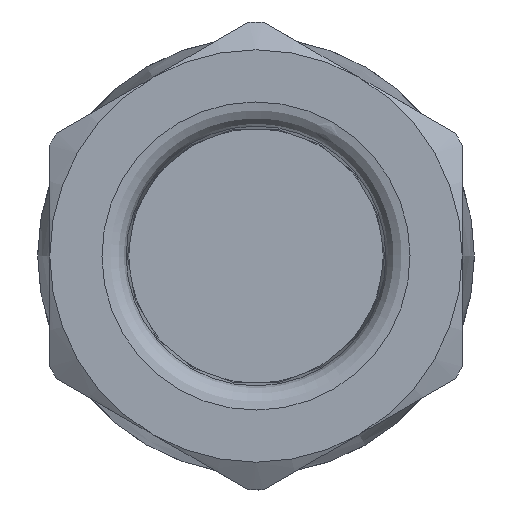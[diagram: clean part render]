
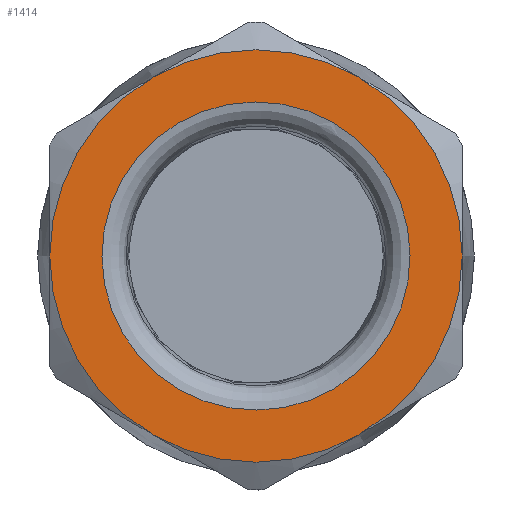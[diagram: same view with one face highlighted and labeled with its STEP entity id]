
A CAD part, left-side view. The second image highlights one B-rep face of the part: STEP entity #1414.
In plain terms, the highlighted planar face has unit normal (-1, 0, 0).
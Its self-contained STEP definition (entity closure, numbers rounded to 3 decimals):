
#1002=B_SPLINE_CURVE_WITH_KNOTS('',3,(#5255,#5256,#5257,#5258),
 .UNSPECIFIED.,.F.,.F.,(4,4),(0.,1.),.UNSPECIFIED.);
#1007=B_SPLINE_CURVE_WITH_KNOTS('',3,(#5320,#5321,#5322,#5323),
 .UNSPECIFIED.,.F.,.F.,(4,4),(0.,1.),.UNSPECIFIED.);
#1012=B_SPLINE_CURVE_WITH_KNOTS('',3,(#5361,#5362,#5363,#5364),
 .UNSPECIFIED.,.F.,.F.,(4,4),(0.,1.),.UNSPECIFIED.);
#1018=B_SPLINE_CURVE_WITH_KNOTS('',3,(#5431,#5432,#5433,#5434),
 .UNSPECIFIED.,.F.,.F.,(4,4),(0.,1.),.UNSPECIFIED.);
#1020=B_SPLINE_CURVE_WITH_KNOTS('',3,(#5462,#5463,#5464,#5465),
 .UNSPECIFIED.,.F.,.F.,(4,4),(0.,1.),.UNSPECIFIED.);
#1022=B_SPLINE_CURVE_WITH_KNOTS('',3,(#5491,#5492,#5493,#5494),
 .UNSPECIFIED.,.F.,.F.,(4,4),(0.,1.),.UNSPECIFIED.);
#1414=ADVANCED_FACE('',(#1624,#1625),#1511,.T.);
#1511=PLANE('',#3247);
#1624=FACE_BOUND('',#1730,.T.);
#1625=FACE_BOUND('',#1731,.T.);
#1730=EDGE_LOOP('',(#2069));
#1731=EDGE_LOOP('',(#2070,#2071,#2072,#2073,#2074,#2075,#2076,#2077,#2078,
#2079,#2080,#2081));
#2069=ORIENTED_EDGE('',*,*,#2797,.T.);
#2070=ORIENTED_EDGE('',*,*,#2848,.T.);
#2071=ORIENTED_EDGE('',*,*,#2846,.F.);
#2072=ORIENTED_EDGE('',*,*,#2800,.T.);
#2073=ORIENTED_EDGE('',*,*,#2814,.F.);
#2074=ORIENTED_EDGE('',*,*,#2815,.T.);
#2075=ORIENTED_EDGE('',*,*,#2824,.F.);
#2076=ORIENTED_EDGE('',*,*,#2849,.T.);
#2077=ORIENTED_EDGE('',*,*,#2850,.F.);
#2078=ORIENTED_EDGE('',*,*,#2851,.T.);
#2079=ORIENTED_EDGE('',*,*,#2830,.F.);
#2080=ORIENTED_EDGE('',*,*,#2832,.T.);
#2081=ORIENTED_EDGE('',*,*,#2841,.F.);
#2550=VERTEX_POINT('',#5138);
#2553=VERTEX_POINT('',#5180);
#2554=VERTEX_POINT('',#5181);
#2563=VERTEX_POINT('',#5254);
#2564=VERTEX_POINT('',#5261);
#2569=VERTEX_POINT('',#5319);
#2572=VERTEX_POINT('',#5360);
#2573=VERTEX_POINT('',#5365);
#2574=VERTEX_POINT('',#5372);
#2579=VERTEX_POINT('',#5430);
#2582=VERTEX_POINT('',#5466);
#2583=VERTEX_POINT('',#5490);
#2584=VERTEX_POINT('',#5495);
#2797=EDGE_CURVE('',#2550,#2550,#3078,.T.);
#2800=EDGE_CURVE('',#2553,#2554,#3081,.T.);
#2814=EDGE_CURVE('',#2563,#2554,#1002,.T.);
#2815=EDGE_CURVE('',#2563,#2564,#3086,.T.);
#2824=EDGE_CURVE('',#2569,#2564,#1007,.T.);
#2830=EDGE_CURVE('',#2572,#2573,#1012,.T.);
#2832=EDGE_CURVE('',#2572,#2574,#3089,.T.);
#2841=EDGE_CURVE('',#2579,#2574,#1018,.T.);
#2846=EDGE_CURVE('',#2553,#2582,#1020,.T.);
#2848=EDGE_CURVE('',#2579,#2582,#3094,.T.);
#2849=EDGE_CURVE('',#2569,#2583,#3095,.T.);
#2850=EDGE_CURVE('',#2584,#2583,#1022,.T.);
#2851=EDGE_CURVE('',#2584,#2573,#3096,.T.);
#3078=CIRCLE('',#3218,6.354);
#3081=CIRCLE('',#3222,8.502);
#3086=CIRCLE('',#3229,8.502);
#3089=CIRCLE('',#3235,8.502);
#3094=CIRCLE('',#3244,8.502);
#3095=CIRCLE('',#3245,8.502);
#3096=CIRCLE('',#3246,8.502);
#3218=AXIS2_PLACEMENT_3D('',#5137,#3556,#3557);
#3222=AXIS2_PLACEMENT_3D('',#5179,#3564,#3565);
#3229=AXIS2_PLACEMENT_3D('',#5260,#3581,#3582);
#3235=AXIS2_PLACEMENT_3D('',#5371,#3596,#3597);
#3244=AXIS2_PLACEMENT_3D('',#5472,#3617,#3618);
#3245=AXIS2_PLACEMENT_3D('',#5489,#3619,#3620);
#3246=AXIS2_PLACEMENT_3D('',#5496,#3621,#3622);
#3247=AXIS2_PLACEMENT_3D('',#5497,#3623,#3624);
#3556=DIRECTION('',(1.,0.,0.));
#3557=DIRECTION('',(0.,-0.496,0.868));
#3564=DIRECTION('',(-1.,0.,0.));
#3565=DIRECTION('',(0.,0.504,0.864));
#3581=DIRECTION('',(-1.,0.,0.));
#3582=DIRECTION('',(0.,1.,-0.005));
#3596=DIRECTION('',(-1.,0.,0.));
#3597=DIRECTION('',(0.,-1.,0.005));
#3617=DIRECTION('',(-1.,0.,0.));
#3618=DIRECTION('',(0.,-0.496,0.868));
#3619=DIRECTION('',(-1.,0.,0.));
#3620=DIRECTION('',(0.,0.496,-0.868));
#3621=DIRECTION('',(-1.,0.,0.));
#3622=DIRECTION('',(0.,-0.504,-0.864));
#3623=DIRECTION('',(-1.,0.,0.));
#3624=DIRECTION('',(0.,0.868,0.496));
#5137=CARTESIAN_POINT('',(-58.45,0.,0.));
#5138=CARTESIAN_POINT('',(-58.45,-3.15,5.518));
#5179=CARTESIAN_POINT('',(-58.45,0.,0.));
#5180=CARTESIAN_POINT('',(-58.45,4.287,7.342));
#5181=CARTESIAN_POINT('',(-58.45,8.502,0.041));
#5254=CARTESIAN_POINT('',(-58.45,8.502,-0.041));
#5255=CARTESIAN_POINT('',(-58.45,8.502,-0.041));
#5256=CARTESIAN_POINT('',(-58.45,8.502,-0.014));
#5257=CARTESIAN_POINT('',(-58.45,8.502,0.014));
#5258=CARTESIAN_POINT('',(-58.45,8.502,0.041));
#5260=CARTESIAN_POINT('',(-58.45,0.,0.));
#5261=CARTESIAN_POINT('',(-58.45,4.287,-7.342));
#5319=CARTESIAN_POINT('',(-58.45,4.215,-7.384));
#5320=CARTESIAN_POINT('',(-58.45,4.215,-7.384));
#5321=CARTESIAN_POINT('',(-58.45,4.239,-7.37));
#5322=CARTESIAN_POINT('',(-58.45,4.263,-7.356));
#5323=CARTESIAN_POINT('',(-58.45,4.287,-7.342));
#5360=CARTESIAN_POINT('',(-58.45,-8.502,0.041));
#5361=CARTESIAN_POINT('',(-58.45,-8.502,0.041));
#5362=CARTESIAN_POINT('',(-58.45,-8.502,0.014));
#5363=CARTESIAN_POINT('',(-58.45,-8.502,-0.014));
#5364=CARTESIAN_POINT('',(-58.45,-8.502,-0.041));
#5365=CARTESIAN_POINT('',(-58.45,-8.502,-0.041));
#5371=CARTESIAN_POINT('',(-58.45,0.,0.));
#5372=CARTESIAN_POINT('',(-58.45,-4.287,7.342));
#5430=CARTESIAN_POINT('',(-58.45,-4.215,7.384));
#5431=CARTESIAN_POINT('',(-58.45,-4.215,7.384));
#5432=CARTESIAN_POINT('',(-58.45,-4.239,7.37));
#5433=CARTESIAN_POINT('',(-58.45,-4.263,7.356));
#5434=CARTESIAN_POINT('',(-58.45,-4.287,7.342));
#5462=CARTESIAN_POINT('',(-58.45,4.287,7.342));
#5463=CARTESIAN_POINT('',(-58.45,4.263,7.356));
#5464=CARTESIAN_POINT('',(-58.45,4.239,7.37));
#5465=CARTESIAN_POINT('',(-58.45,4.215,7.384));
#5466=CARTESIAN_POINT('',(-58.45,4.215,7.384));
#5472=CARTESIAN_POINT('',(-58.45,0.,0.));
#5489=CARTESIAN_POINT('',(-58.45,0.,0.));
#5490=CARTESIAN_POINT('',(-58.45,-4.215,-7.384));
#5491=CARTESIAN_POINT('',(-58.45,-4.287,-7.342));
#5492=CARTESIAN_POINT('',(-58.45,-4.263,-7.356));
#5493=CARTESIAN_POINT('',(-58.45,-4.239,-7.37));
#5494=CARTESIAN_POINT('',(-58.45,-4.215,-7.384));
#5495=CARTESIAN_POINT('',(-58.45,-4.287,-7.342));
#5496=CARTESIAN_POINT('',(-58.45,0.,0.));
#5497=CARTESIAN_POINT('',(-58.45,-14.028,2.791));
